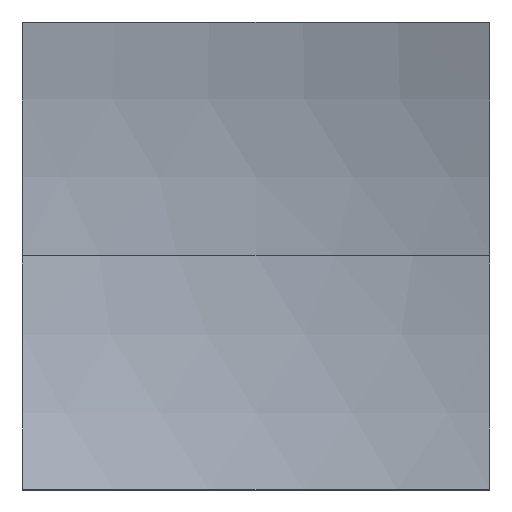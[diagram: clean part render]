
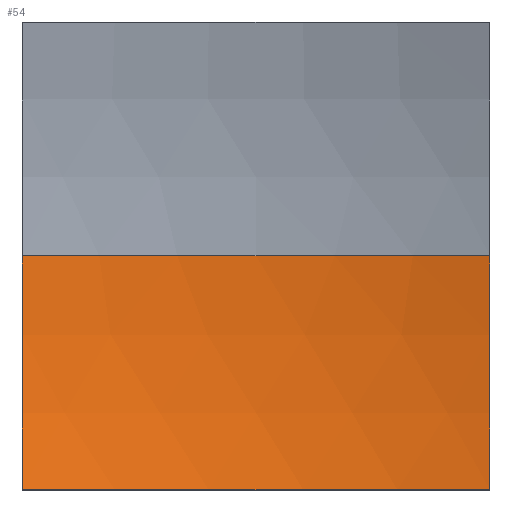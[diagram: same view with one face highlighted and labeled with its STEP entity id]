
A CAD part, top view. The second image highlights one B-rep face of the part: STEP entity #54.
In plain terms, the highlighted spherical face has radius 100 mm.
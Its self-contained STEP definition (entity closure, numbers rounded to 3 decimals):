
#4 = DIRECTION ( 'NONE',  ( 1., 0., 0. ) ) ;
#6 = DIRECTION ( 'NONE',  ( 0., -1., 0. ) ) ;
#7 = CIRCLE ( 'NONE', #88, 100. ) ;
#9 = SPHERICAL_SURFACE ( 'NONE', #189, 100. ) ;
#19 = AXIS2_PLACEMENT_3D ( 'NONE', #121, #141, #199 ) ;
#25 = DIRECTION ( 'NONE',  ( 0., 1., 0. ) ) ;
#36 = EDGE_CURVE ( 'NONE', #176, #37, #63, .T. ) ;
#37 = VERTEX_POINT ( 'NONE', #160 ) ;
#50 = VERTEX_POINT ( 'NONE', #83 ) ;
#54 = ADVANCED_FACE ( 'NONE', ( #140 ), #9, .F. ) ;
#63 = CIRCLE ( 'NONE', #211, 96.825 ) ;
#67 = DIRECTION ( 'NONE',  ( 0., 0., 1. ) ) ;
#70 = DIRECTION ( 'NONE',  ( -1., 0., 0. ) ) ;
#71 = VERTEX_POINT ( 'NONE', #198 ) ;
#77 = EDGE_LOOP ( 'NONE', ( #155, #174, #145, #97, #225 ) ) ;
#81 = DIRECTION ( 'NONE',  ( 0., 0., -1. ) ) ;
#83 = CARTESIAN_POINT ( 'NONE',  ( 0., 0., 9. ) ) ;
#88 = AXIS2_PLACEMENT_3D ( 'NONE', #188, #93, #70 ) ;
#93 = DIRECTION ( 'NONE',  ( 0., 1., 0. ) ) ;
#97 = ORIENTED_EDGE ( 'NONE', *, *, #36, .F. ) ;
#103 = AXIS2_PLACEMENT_3D ( 'NONE', #178, #216, #25 ) ;
#104 = CARTESIAN_POINT ( 'NONE',  ( -25., 0., 12.175 ) ) ;
#120 = CARTESIAN_POINT ( 'NONE',  ( 0., 0., 109. ) ) ;
#121 = CARTESIAN_POINT ( 'NONE',  ( 25., 0., 109. ) ) ;
#127 = CIRCLE ( 'NONE', #19, 96.825 ) ;
#136 = EDGE_CURVE ( 'NONE', #50, #71, #201, .T. ) ;
#140 = FACE_OUTER_BOUND ( 'NONE', #77, .T. ) ;
#141 = DIRECTION ( 'NONE',  ( 1., 0., 0. ) ) ;
#145 = ORIENTED_EDGE ( 'NONE', *, *, #164, .F. ) ;
#149 = VERTEX_POINT ( 'NONE', #104 ) ;
#155 = ORIENTED_EDGE ( 'NONE', *, *, #136, .F. ) ;
#157 = DIRECTION ( 'NONE',  ( 0., 1., 0. ) ) ;
#160 = CARTESIAN_POINT ( 'NONE',  ( -25., -25., 15.459 ) ) ;
#164 = EDGE_CURVE ( 'NONE', #37, #149, #233, .T. ) ;
#174 = ORIENTED_EDGE ( 'NONE', *, *, #226, .T. ) ;
#176 = VERTEX_POINT ( 'NONE', #202 ) ;
#178 = CARTESIAN_POINT ( 'NONE',  ( -25., 0., 109. ) ) ;
#188 = CARTESIAN_POINT ( 'NONE',  ( 0., 0., 109. ) ) ;
#189 = AXIS2_PLACEMENT_3D ( 'NONE', #200, #157, #4 ) ;
#193 = EDGE_CURVE ( 'NONE', #176, #71, #127, .T. ) ;
#197 = CARTESIAN_POINT ( 'NONE',  ( 0., -25., 109. ) ) ;
#198 = CARTESIAN_POINT ( 'NONE',  ( 25., 0., 12.175 ) ) ;
#199 = DIRECTION ( 'NONE',  ( 0., 1., 0. ) ) ;
#200 = CARTESIAN_POINT ( 'NONE',  ( 0., 0., 109. ) ) ;
#201 = CIRCLE ( 'NONE', #207, 100. ) ;
#202 = CARTESIAN_POINT ( 'NONE',  ( 25., -25., 15.459 ) ) ;
#207 = AXIS2_PLACEMENT_3D ( 'NONE', #120, #6, #81 ) ;
#211 = AXIS2_PLACEMENT_3D ( 'NONE', #197, #230, #67 ) ;
#216 = DIRECTION ( 'NONE',  ( 1., 0., 0. ) ) ;
#225 = ORIENTED_EDGE ( 'NONE', *, *, #193, .T. ) ;
#226 = EDGE_CURVE ( 'NONE', #50, #149, #7, .T. ) ;
#230 = DIRECTION ( 'NONE',  ( 0., 1., 0. ) ) ;
#233 = CIRCLE ( 'NONE', #103, 96.825 ) ;
